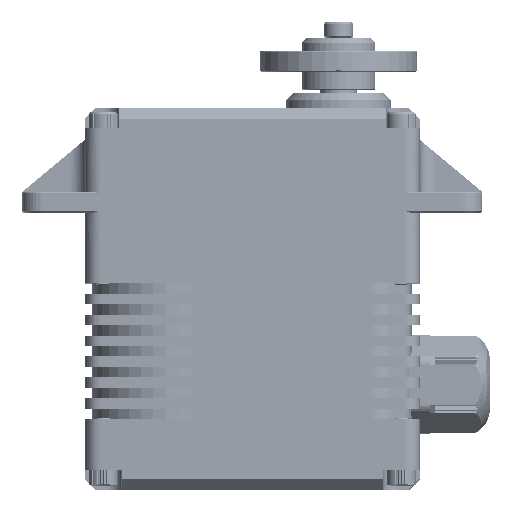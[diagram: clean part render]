
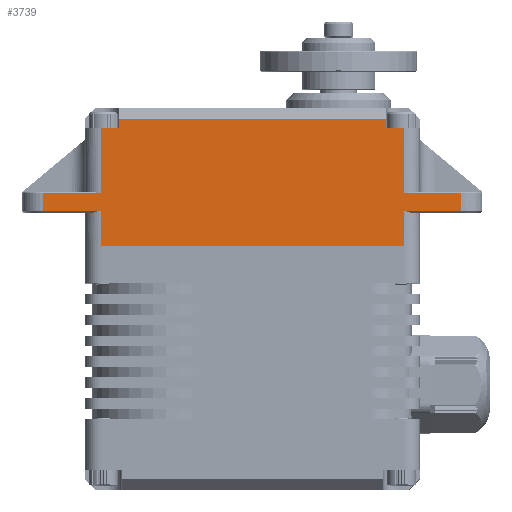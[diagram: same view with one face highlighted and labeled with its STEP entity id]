
A CAD part, top view. The second image highlights one B-rep face of the part: STEP entity #3739.
In plain terms, the highlighted planar face has unit normal (0, 0, 1).
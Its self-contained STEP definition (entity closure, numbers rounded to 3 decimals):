
#215=DIRECTION('',(1.,0.,0.));
#216=VECTOR('',#215,58.);
#217=CARTESIAN_POINT('',(-29.,0.,16.5));
#218=LINE('',#217,#216);
#993=DIRECTION('',(-1.,0.,0.));
#994=VECTOR('',#993,11.);
#995=CARTESIAN_POINT('',(-29.,6.6,16.5));
#996=LINE('',#995,#994);
#1000=DIRECTION('',(0.,-1.,0.));
#1001=VECTOR('',#1000,3.4);
#1002=CARTESIAN_POINT('',(-40.,10.,16.5));
#1003=LINE('',#1002,#1001);
#1007=DIRECTION('',(1.,0.,0.));
#1008=VECTOR('',#1007,11.);
#1009=CARTESIAN_POINT('',(-40.,10.,16.5));
#1010=LINE('',#1009,#1008);
#1014=DIRECTION('',(1.,0.,0.));
#1015=VECTOR('',#1014,3.5);
#1016=CARTESIAN_POINT('',(-29.,22.5,16.5));
#1017=LINE('',#1016,#1015);
#1021=DIRECTION('',(0.,-1.,0.));
#1022=VECTOR('',#1021,1.8);
#1023=CARTESIAN_POINT('',(-25.5,24.3,16.5));
#1024=LINE('',#1023,#1022);
#1028=DIRECTION('',(1.,0.,0.));
#1029=VECTOR('',#1028,51.);
#1030=CARTESIAN_POINT('',(-25.5,24.3,16.5));
#1031=LINE('',#1030,#1029);
#1035=DIRECTION('',(0.,-1.,0.));
#1036=VECTOR('',#1035,1.8);
#1037=CARTESIAN_POINT('',(25.5,24.3,16.5));
#1038=LINE('',#1037,#1036);
#1042=DIRECTION('',(1.,0.,0.));
#1043=VECTOR('',#1042,3.5);
#1044=CARTESIAN_POINT('',(25.5,22.5,16.5));
#1045=LINE('',#1044,#1043);
#1049=DIRECTION('',(1.,0.,0.));
#1050=VECTOR('',#1049,11.);
#1051=CARTESIAN_POINT('',(29.,10.,16.5));
#1052=LINE('',#1051,#1050);
#1056=DIRECTION('',(0.,1.,0.));
#1057=VECTOR('',#1056,3.4);
#1058=CARTESIAN_POINT('',(40.,6.6,16.5));
#1059=LINE('',#1058,#1057);
#1063=DIRECTION('',(-1.,0.,0.));
#1064=VECTOR('',#1063,11.);
#1065=CARTESIAN_POINT('',(40.,6.6,16.5));
#1066=LINE('',#1065,#1064);
#1078=DIRECTION('',(0.,-1.,0.));
#1079=VECTOR('',#1078,6.6);
#1080=CARTESIAN_POINT('',(-29.,6.6,16.5));
#1081=LINE('',#1080,#1079);
#1866=DIRECTION('',(0.,-1.,0.));
#1867=VECTOR('',#1866,12.5);
#1868=CARTESIAN_POINT('',(-29.,22.5,16.5));
#1869=LINE('',#1868,#1867);
#2121=DIRECTION('',(0.,1.,0.));
#2122=VECTOR('',#2121,12.5);
#2123=CARTESIAN_POINT('',(29.,10.,16.5));
#2124=LINE('',#2123,#2122);
#2144=DIRECTION('',(0.,1.,0.));
#2145=VECTOR('',#2144,6.6);
#2146=CARTESIAN_POINT('',(29.,0.,16.5));
#2147=LINE('',#2146,#2145);
#2691=CARTESIAN_POINT('',(-29.,0.,16.5));
#2692=VERTEX_POINT('',#2691);
#2693=CARTESIAN_POINT('',(29.,0.,16.5));
#2694=VERTEX_POINT('',#2693);
#2729=CARTESIAN_POINT('',(-25.5,24.3,16.5));
#2730=VERTEX_POINT('',#2729);
#2731=CARTESIAN_POINT('',(25.5,24.3,16.5));
#2732=VERTEX_POINT('',#2731);
#2761=CARTESIAN_POINT('',(-25.5,22.5,16.5));
#2763=VERTEX_POINT('',#2761);
#2782=CARTESIAN_POINT('',(25.5,22.5,16.5));
#2784=VERTEX_POINT('',#2782);
#2821=CARTESIAN_POINT('',(-29.,22.5,16.5));
#2822=VERTEX_POINT('',#2821);
#2823=CARTESIAN_POINT('',(29.,22.5,16.5));
#2824=VERTEX_POINT('',#2823);
#2925=CARTESIAN_POINT('',(40.,6.6,16.5));
#2926=CARTESIAN_POINT('',(29.,6.6,16.5));
#2927=VERTEX_POINT('',#2925);
#2928=VERTEX_POINT('',#2926);
#2959=CARTESIAN_POINT('',(40.,10.,16.5));
#2960=VERTEX_POINT('',#2959);
#2963=CARTESIAN_POINT('',(29.,10.,16.5));
#2964=VERTEX_POINT('',#2963);
#2985=CARTESIAN_POINT('',(-40.,6.6,16.5));
#2986=VERTEX_POINT('',#2985);
#2989=CARTESIAN_POINT('',(-29.,6.6,16.5));
#2990=VERTEX_POINT('',#2989);
#2991=CARTESIAN_POINT('',(-40.,10.,16.5));
#2992=CARTESIAN_POINT('',(-29.,10.,16.5));
#2993=VERTEX_POINT('',#2991);
#2994=VERTEX_POINT('',#2992);
#3704=CARTESIAN_POINT('',(-32.,0.,16.5));
#3705=DIRECTION('',(0.,0.,1.));
#3706=DIRECTION('',(1.,0.,0.));
#3707=AXIS2_PLACEMENT_3D('',#3704,#3705,#3706);
#3708=PLANE('',#3707);
#3709=ORIENTED_EDGE('',*,*,#3066,.F.);
#3711=ORIENTED_EDGE('',*,*,#3710,.F.);
#3713=ORIENTED_EDGE('',*,*,#3712,.T.);
#3715=ORIENTED_EDGE('',*,*,#3714,.F.);
#3717=ORIENTED_EDGE('',*,*,#3716,.T.);
#3719=ORIENTED_EDGE('',*,*,#3718,.F.);
#3720=ORIENTED_EDGE('',*,*,#3179,.T.);
#3722=ORIENTED_EDGE('',*,*,#3721,.F.);
#3724=ORIENTED_EDGE('',*,*,#3723,.T.);
#3726=ORIENTED_EDGE('',*,*,#3725,.T.);
#3727=ORIENTED_EDGE('',*,*,#3249,.T.);
#3729=ORIENTED_EDGE('',*,*,#3728,.F.);
#3731=ORIENTED_EDGE('',*,*,#3730,.T.);
#3733=ORIENTED_EDGE('',*,*,#3732,.F.);
#3734=ORIENTED_EDGE('',*,*,#3695,.T.);
#3736=ORIENTED_EDGE('',*,*,#3735,.F.);
#3737=EDGE_LOOP('',(#3709,#3711,#3713,#3715,#3717,#3719,#3720,#3722,#3724,#3726,
#3727,#3729,#3731,#3733,#3734,#3736));
#3738=FACE_OUTER_BOUND('',#3737,.F.);
#3739=ADVANCED_FACE('',(#3738),#3708,.T.);
#3066=EDGE_CURVE('',#2692,#2694,#218,.T.);
#3179=EDGE_CURVE('',#2822,#2763,#1017,.T.);
#3249=EDGE_CURVE('',#2784,#2824,#1045,.T.);
#3695=EDGE_CURVE('',#2927,#2928,#1066,.T.);
#3710=EDGE_CURVE('',#2990,#2692,#1081,.T.);
#3712=EDGE_CURVE('',#2990,#2986,#996,.T.);
#3714=EDGE_CURVE('',#2993,#2986,#1003,.T.);
#3716=EDGE_CURVE('',#2993,#2994,#1010,.T.);
#3718=EDGE_CURVE('',#2822,#2994,#1869,.T.);
#3721=EDGE_CURVE('',#2730,#2763,#1024,.T.);
#3723=EDGE_CURVE('',#2730,#2732,#1031,.T.);
#3725=EDGE_CURVE('',#2732,#2784,#1038,.T.);
#3728=EDGE_CURVE('',#2964,#2824,#2124,.T.);
#3730=EDGE_CURVE('',#2964,#2960,#1052,.T.);
#3732=EDGE_CURVE('',#2927,#2960,#1059,.T.);
#3735=EDGE_CURVE('',#2694,#2928,#2147,.T.);
